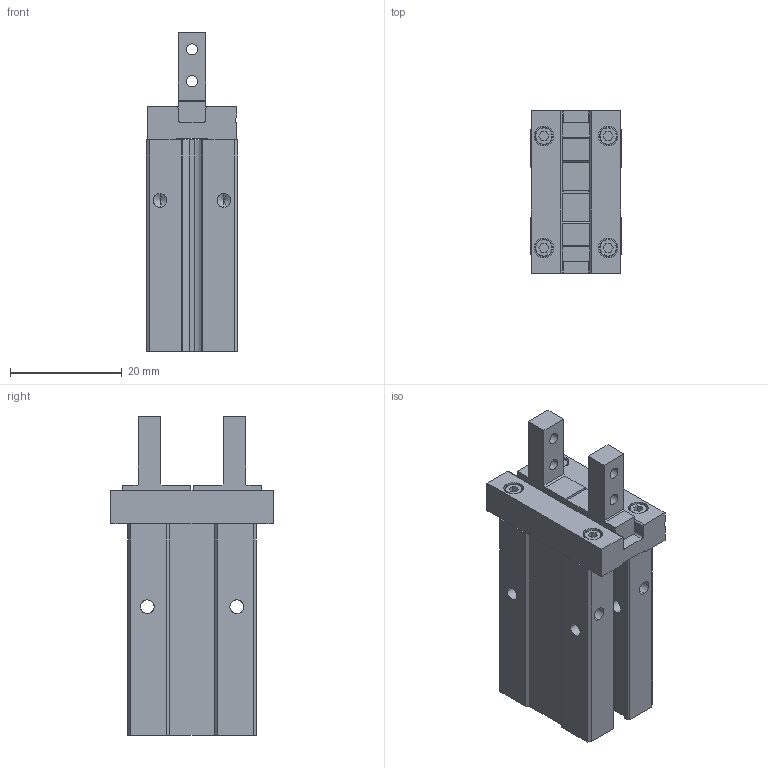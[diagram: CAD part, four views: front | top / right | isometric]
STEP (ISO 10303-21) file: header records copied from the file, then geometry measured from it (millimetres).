
FILE_DESCRIPTION(('CATIA V5 STEP Exchange'),'2;1');
FILE_NAME('GPC_10_T03_1357557_TUENKERS.stp','2020-08-19T11:54:02+00:00',('none'),('none'),'CATIA Version 5 Release 19 SP 9 (IN-10)','CATIA V5 STEP AP214','none');
FILE_SCHEMA(('AUTOMOTIVE_DESIGN { 1 0 10303 214 1 1 1 1 }'));
Length unit declared in the file: millimetre
Products named in the file (1): GPC_10_T03_1357557_TUENKERS
Bounding box: 16.4 x 29 x 57 mm (x, y, z)
Volume: 14948.4 mm3; surface area: 6924.1 mm2
Topology: 1 solids, 1 shells, 245 faces, 742 edges, 491 vertices
Faces by surface type: plane 134, cylinder 75, cone 36
Entity records: 8818 total; most frequent: CARTESIAN_POINT 2097, ORIENTED_EDGE 1456, DIRECTION 1146, EDGE_CURVE 728, VERTEX_POINT 491, AXIS2_PLACEMENT_3D 462, VECTOR 446, LINE 446
